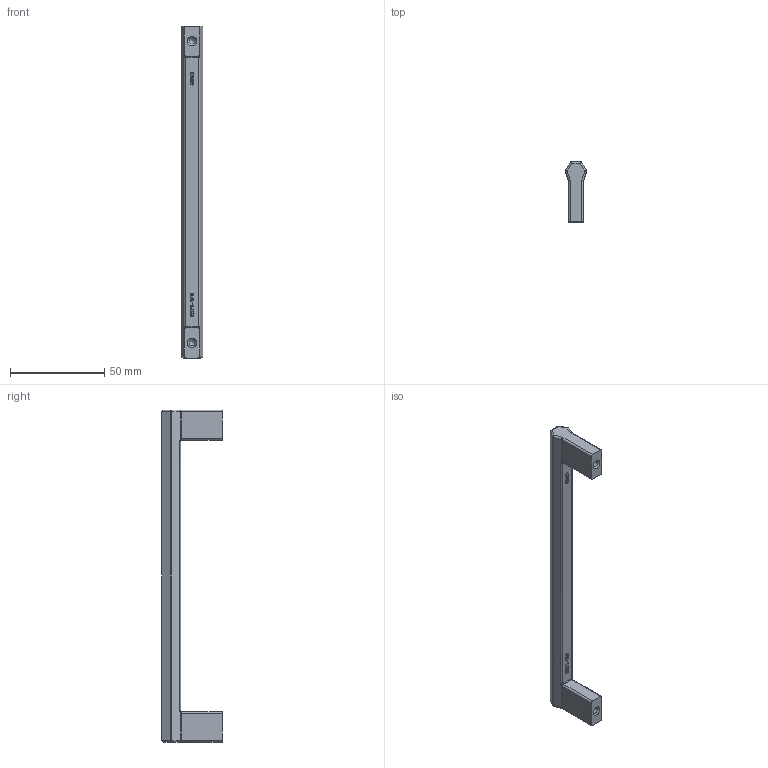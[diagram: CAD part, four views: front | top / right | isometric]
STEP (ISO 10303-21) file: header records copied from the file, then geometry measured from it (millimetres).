
FILE_DESCRIPTION(('Creo Elements/Direct Modeling STEP Export'),'2;1');
FILE_NAME('2571-176.stp','2021-07-23T 7:45:53',(''),(''),'Creo Elements/Direct Modeling STEP processor for AP214 (Solid Model)','Creo Elements/Direct Modeling 20.0 12-Nov-2016 (C) Parametric Technology GmbH','');
FILE_SCHEMA(('AUTOMOTIVE_DESIGN { 1 0 10303 214 1 1 1 1 }'));
Length unit declared in the file: millimetre
Products named in the file (2): ZN-11533
Assembly tree (1 placements, depth 2):
  ZN-11533
    ZN-11533
Bounding box: 11.45 x 32 x 176 mm (x, y, z)
Volume: 21533.1 mm3; surface area: 8725.7 mm2
Topology: 1 solids, 1 shells, 528 faces, 1481 edges, 958 vertices
Faces by surface type: plane 450, cylinder 38, bspline 32, cone 8
Entity records: 18169 total; most frequent: CARTESIAN_POINT 4978, ORIENTED_EDGE 2930, DIRECTION 2361, EDGE_CURVE 1465, VECTOR 1335, LINE 1335, VERTEX_POINT 958, EDGE_LOOP 547
